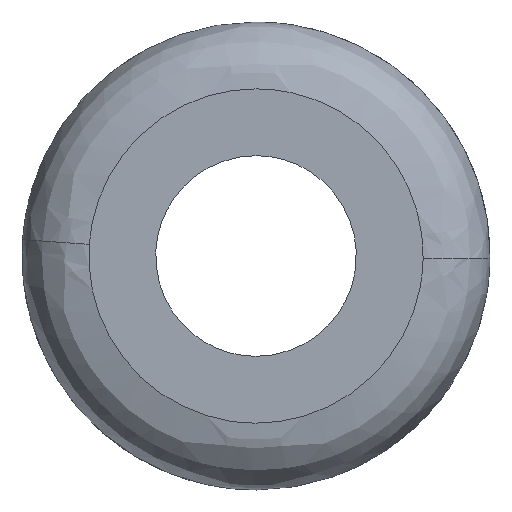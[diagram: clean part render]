
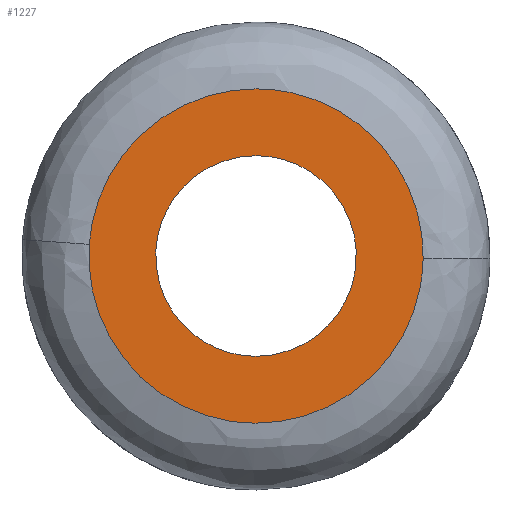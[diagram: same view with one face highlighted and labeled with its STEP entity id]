
A CAD part, front view. The second image highlights one B-rep face of the part: STEP entity #1227.
In plain terms, the highlighted free-form (B-spline) face has degree [1, 1] with [2, 2] control points.
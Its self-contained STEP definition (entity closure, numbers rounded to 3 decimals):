
#701=CARTESIAN_POINT('',(1.49,0.,-0.177));
#702=VERTEX_POINT('',#701);
#708=CARTESIAN_POINT('',(0.0,0.,1.5));
#709=VERTEX_POINT('',#708);
#710=CARTESIAN_POINT('',(1.49,0.,-0.177));
#711=CARTESIAN_POINT('',(1.5,0.,-0.089));
#712=CARTESIAN_POINT('',(1.5,0.,0.));
#713=CARTESIAN_POINT('',(1.5,0.,1.5));
#714=CARTESIAN_POINT('',(0.0,0.,1.5));
#722=(BOUNDED_CURVE()B_SPLINE_CURVE(2,(#710,#711,#712,#713,#714),.UNSPECIFIED.,.F.,.U.)B_SPLINE_CURVE_WITH_KNOTS((3,2,3),(0.23,0.25,0.5),.UNSPECIFIED.)CURVE()GEOMETRIC_REPRESENTATION_ITEM()RATIONAL_B_SPLINE_CURVE((0.956,0.976,1.0,0.707,1.0))REPRESENTATION_ITEM(''));
#723=EDGE_CURVE('',#702,#709,#722,.T.);
#725=CARTESIAN_POINT('',(-1.497,0.,0.092));
#726=VERTEX_POINT('',#725);
#727=CARTESIAN_POINT('',(0.0,0.,1.5));
#728=CARTESIAN_POINT('',(-1.411,0.,1.5));
#729=CARTESIAN_POINT('',(-1.497,0.,0.092));
#737=(BOUNDED_CURVE()B_SPLINE_CURVE(2,(#727,#728,#729),.UNSPECIFIED.,.F.,.U.)B_SPLINE_CURVE_WITH_KNOTS((3,3),(0.5,0.739),.UNSPECIFIED.)CURVE()GEOMETRIC_REPRESENTATION_ITEM()RATIONAL_B_SPLINE_CURVE((1.0,0.72,0.976))REPRESENTATION_ITEM(''));
#738=EDGE_CURVE('',#709,#726,#737,.T.);
#812=CARTESIAN_POINT('',(0.0,0.,-1.5));
#813=VERTEX_POINT('',#812);
#814=CARTESIAN_POINT('',(-1.497,0.,0.092));
#815=CARTESIAN_POINT('',(-1.5,0.,0.046));
#816=CARTESIAN_POINT('',(-1.5,0.,0.));
#817=CARTESIAN_POINT('',(-1.5,0.,-1.5));
#818=CARTESIAN_POINT('',(0.0,0.,-1.5));
#826=(BOUNDED_CURVE()B_SPLINE_CURVE(2,(#814,#815,#816,#817,#818),.UNSPECIFIED.,.F.,.U.)B_SPLINE_CURVE_WITH_KNOTS((3,2,3),(0.739,0.75,1.0),.UNSPECIFIED.)CURVE()GEOMETRIC_REPRESENTATION_ITEM()RATIONAL_B_SPLINE_CURVE((0.976,0.988,1.0,0.707,1.0))REPRESENTATION_ITEM(''));
#827=EDGE_CURVE('',#726,#813,#826,.T.);
#829=CARTESIAN_POINT('',(0.0,0.,-1.5));
#830=CARTESIAN_POINT('',(1.332,0.,-1.5));
#831=CARTESIAN_POINT('',(1.49,0.,-0.177));
#839=(BOUNDED_CURVE()B_SPLINE_CURVE(2,(#829,#830,#831),.UNSPECIFIED.,.F.,.U.)B_SPLINE_CURVE_WITH_KNOTS((3,3),(0.0,0.23),.UNSPECIFIED.)CURVE()GEOMETRIC_REPRESENTATION_ITEM()RATIONAL_B_SPLINE_CURVE((1.0,0.731,0.956))REPRESENTATION_ITEM(''));
#840=EDGE_CURVE('',#813,#702,#839,.T.);
#1033=CARTESIAN_POINT('',(2.5,0.,-0.031));
#1034=VERTEX_POINT('',#1033);
#1048=CARTESIAN_POINT('',(0.0,0.,-2.5));
#1049=VERTEX_POINT('',#1048);
#1050=CARTESIAN_POINT('',(0.0,0.,-2.5));
#1051=CARTESIAN_POINT('',(2.469,0.,-2.5));
#1052=CARTESIAN_POINT('',(2.5,0.,-0.031));
#1060=(BOUNDED_CURVE()B_SPLINE_CURVE(2,(#1050,#1051,#1052),.UNSPECIFIED.,.F.,.U.)B_SPLINE_CURVE_WITH_KNOTS((3,3),(0.0,0.248),.UNSPECIFIED.)CURVE()GEOMETRIC_REPRESENTATION_ITEM()RATIONAL_B_SPLINE_CURVE((1.0,0.71,0.995))REPRESENTATION_ITEM(''));
#1061=EDGE_CURVE('',#1049,#1034,#1060,.T.);
#1063=CARTESIAN_POINT('',(-2.494,0.,0.174));
#1064=VERTEX_POINT('',#1063);
#1065=CARTESIAN_POINT('',(-2.494,0.,0.174));
#1066=CARTESIAN_POINT('',(-2.5,0.,0.087));
#1067=CARTESIAN_POINT('',(-2.5,0.,0.));
#1068=CARTESIAN_POINT('',(-2.5,0.,-2.5));
#1069=CARTESIAN_POINT('',(0.0,0.,-2.5));
#1077=(BOUNDED_CURVE()B_SPLINE_CURVE(2,(#1065,#1066,#1067,#1068,#1069),.UNSPECIFIED.,.F.,.U.)B_SPLINE_CURVE_WITH_KNOTS((3,2,3),(0.738,0.75,1.0),.UNSPECIFIED.)CURVE()GEOMETRIC_REPRESENTATION_ITEM()RATIONAL_B_SPLINE_CURVE((0.973,0.986,1.0,0.707,1.0))REPRESENTATION_ITEM(''));
#1078=EDGE_CURVE('',#1064,#1049,#1077,.T.);
#1121=CARTESIAN_POINT('',(0.0,0.,2.5));
#1122=VERTEX_POINT('',#1121);
#1123=CARTESIAN_POINT('',(0.0,0.,2.5));
#1124=CARTESIAN_POINT('',(-2.331,0.,2.5));
#1125=CARTESIAN_POINT('',(-2.494,0.,0.174));
#1133=(BOUNDED_CURVE()B_SPLINE_CURVE(2,(#1123,#1124,#1125),.UNSPECIFIED.,.F.,.U.)B_SPLINE_CURVE_WITH_KNOTS((3,3),(0.5,0.738),.UNSPECIFIED.)CURVE()GEOMETRIC_REPRESENTATION_ITEM()RATIONAL_B_SPLINE_CURVE((1.0,0.721,0.973))REPRESENTATION_ITEM(''));
#1134=EDGE_CURVE('',#1122,#1064,#1133,.T.);
#1136=CARTESIAN_POINT('',(2.5,0.,-0.031));
#1137=CARTESIAN_POINT('',(2.5,0.,-0.016));
#1138=CARTESIAN_POINT('',(2.5,0.,0.));
#1139=CARTESIAN_POINT('',(2.5,0.,2.5));
#1140=CARTESIAN_POINT('',(0.0,0.,2.5));
#1148=(BOUNDED_CURVE()B_SPLINE_CURVE(2,(#1136,#1137,#1138,#1139,#1140),.UNSPECIFIED.,.F.,.U.)B_SPLINE_CURVE_WITH_KNOTS((3,2,3),(0.248,0.25,0.5),.UNSPECIFIED.)CURVE()GEOMETRIC_REPRESENTATION_ITEM()RATIONAL_B_SPLINE_CURVE((0.995,0.997,1.0,0.707,1.0))REPRESENTATION_ITEM(''));
#1149=EDGE_CURVE('',#1034,#1122,#1148,.T.);
#1210=CARTESIAN_POINT('',(-2.749,0.,-2.75));
#1211=CARTESIAN_POINT('',(-2.749,0.,2.75));
#1212=CARTESIAN_POINT('',(2.75,0.,-2.75));
#1213=CARTESIAN_POINT('',(2.75,0.,2.75));
#1214=B_SPLINE_SURFACE_WITH_KNOTS('',1,1,((#1210,#1212),(#1211,#1213)),.UNSPECIFIED.,.F.,.F.,.U.,(2,2),(2,2),(0.0,5.5),(0.0,5.499),.UNSPECIFIED.);
#1215=ORIENTED_EDGE('',*,*,#1061,.T.);
#1216=ORIENTED_EDGE('',*,*,#1149,.T.);
#1217=ORIENTED_EDGE('',*,*,#1134,.T.);
#1218=ORIENTED_EDGE('',*,*,#1078,.T.);
#1219=EDGE_LOOP('',(#1215,#1216,#1217,#1218));
#1220=FACE_OUTER_BOUND('',#1219,.T.);
#1221=ORIENTED_EDGE('',*,*,#738,.F.);
#1222=ORIENTED_EDGE('',*,*,#723,.F.);
#1223=ORIENTED_EDGE('',*,*,#840,.F.);
#1224=ORIENTED_EDGE('',*,*,#827,.F.);
#1225=EDGE_LOOP('',(#1221,#1222,#1223,#1224));
#1226=FACE_BOUND('',#1225,.T.);
#1227=ADVANCED_FACE('',(#1220,#1226),#1214,.F.);
